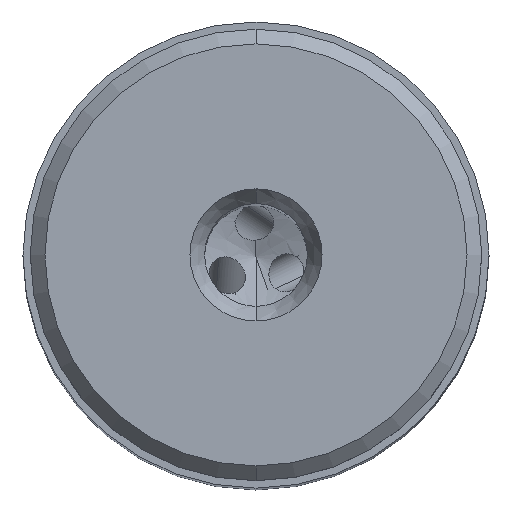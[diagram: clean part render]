
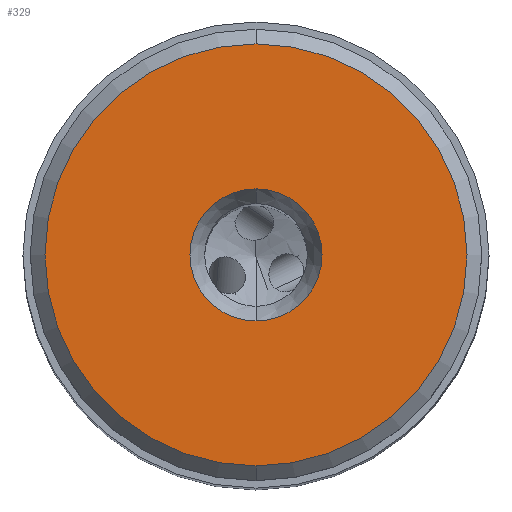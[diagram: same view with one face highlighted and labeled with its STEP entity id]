
A CAD part, top view. The second image highlights one B-rep face of the part: STEP entity #329.
In plain terms, the highlighted planar face has unit normal (0, 0, 1).
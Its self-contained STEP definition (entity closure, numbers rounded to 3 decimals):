
#133=FACE_BOUND('',#1087,.T.);
#134=FACE_BOUND('',#1088,.T.);
#212=PLANE('',#5905);
#329=ADVANCED_FACE('',(#133,#134),#212,.T.);
#1087=EDGE_LOOP('',(#2675,#2676));
#1088=EDGE_LOOP('',(#2677,#2678));
#2083=CIRCLE('',#5900,4.5);
#2084=CIRCLE('',#5902,14.375);
#2085=CIRCLE('',#5903,14.375);
#2086=CIRCLE('',#5904,4.5);
#2675=ORIENTED_EDGE('',*,*,#4792,.F.);
#2676=ORIENTED_EDGE('',*,*,#4793,.F.);
#2677=ORIENTED_EDGE('',*,*,#4791,.F.);
#2678=ORIENTED_EDGE('',*,*,#4794,.F.);
#4176=VERTEX_POINT('',#10459);
#4177=VERTEX_POINT('',#10461);
#4178=VERTEX_POINT('',#10465);
#4179=VERTEX_POINT('',#10466);
#4791=EDGE_CURVE('',#4177,#4176,#2083,.T.);
#4792=EDGE_CURVE('',#4178,#4179,#2084,.T.);
#4793=EDGE_CURVE('',#4179,#4178,#2085,.T.);
#4794=EDGE_CURVE('',#4176,#4177,#2086,.T.);
#5900=AXIS2_PLACEMENT_3D('',#10462,#6724,#6725);
#5902=AXIS2_PLACEMENT_3D('',#10464,#6728,#6729);
#5903=AXIS2_PLACEMENT_3D('',#10467,#6730,#6731);
#5904=AXIS2_PLACEMENT_3D('',#10468,#6732,#6733);
#5905=AXIS2_PLACEMENT_3D('',#10469,#6734,#6735);
#6724=DIRECTION('',(0.,0.,1.));
#6725=DIRECTION('',(0.,1.,0.));
#6728=DIRECTION('',(0.,0.,-1.));
#6729=DIRECTION('',(0.,-1.,0.));
#6730=DIRECTION('',(0.,0.,-1.));
#6731=DIRECTION('',(0.,1.,0.));
#6732=DIRECTION('',(0.,0.,1.));
#6733=DIRECTION('',(0.,-1.,0.));
#6734=DIRECTION('',(0.,0.,1.));
#6735=DIRECTION('',(-1.,0.,0.));
#10459=CARTESIAN_POINT('',(0.,-4.5,0.));
#10461=CARTESIAN_POINT('',(0.,4.5,0.));
#10462=CARTESIAN_POINT('',(0.,0.,0.));
#10464=CARTESIAN_POINT('',(0.,0.,0.));
#10465=CARTESIAN_POINT('',(0.,-14.375,0.));
#10466=CARTESIAN_POINT('',(0.,14.375,0.));
#10467=CARTESIAN_POINT('',(0.,0.,0.));
#10468=CARTESIAN_POINT('',(0.,0.,0.));
#10469=CARTESIAN_POINT('',(0.,0.,0.));
